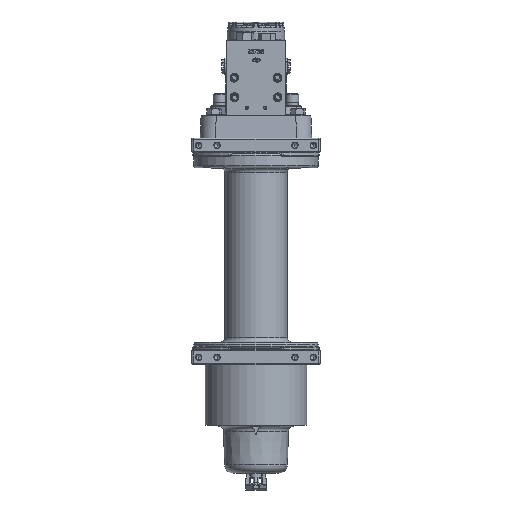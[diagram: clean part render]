
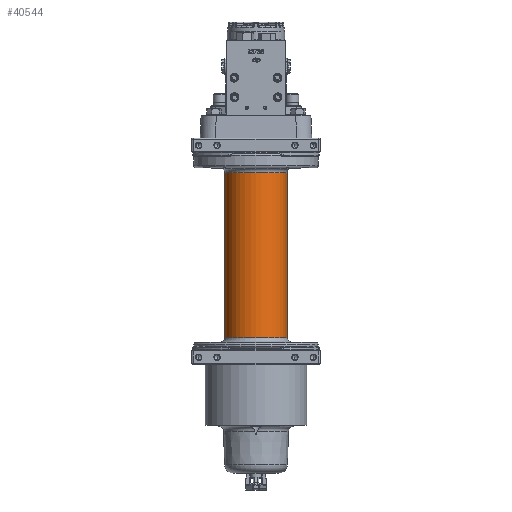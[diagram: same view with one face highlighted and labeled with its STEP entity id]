
A CAD part, front view. The second image highlights one B-rep face of the part: STEP entity #40544.
In plain terms, the highlighted cylindrical face has radius 46.038 mm (diameter 92.075 mm), a partial arc.
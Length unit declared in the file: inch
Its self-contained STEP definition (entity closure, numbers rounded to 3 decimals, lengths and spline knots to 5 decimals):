
#32860=CARTESIAN_POINT('',(0.,0.,-1.19618));
#32861=DIRECTION('',(0.,0.,1.));
#32862=DIRECTION('',(-1.,0.,0.));
#32863=AXIS2_PLACEMENT_3D('',#32860,#32861,#32862);
#32950=DIRECTION('',(0.,0.,-1.));
#32951=VECTOR('',#32950,9.54463);
#32952=CARTESIAN_POINT('',(-1.8125,0.,-1.19618));
#32953=LINE('',#32952,#32951);
#32954=DIRECTION('',(0.,0.,1.));
#32955=VECTOR('',#32954,9.54463);
#32956=CARTESIAN_POINT('',(1.8125,0.,-10.74082));
#32957=LINE('',#32956,#32955);
#32958=CARTESIAN_POINT('',(0.,0.,-10.74082));
#32959=DIRECTION('',(0.,0.,-1.));
#32960=DIRECTION('',(1.,0.,0.));
#32961=AXIS2_PLACEMENT_3D('',#32958,#32959,#32960);
#36080=CARTESIAN_POINT('',(1.8125,0.,-1.19618));
#36082=VERTEX_POINT('',#36080);
#36195=CARTESIAN_POINT('',(-1.8125,0.,-1.19618));
#36196=VERTEX_POINT('',#36195);
#36226=CARTESIAN_POINT('',(-1.8125,0.,-10.74082));
#36227=VERTEX_POINT('',#36226);
#36232=CARTESIAN_POINT('',(1.8125,0.,-10.74082));
#36233=VERTEX_POINT('',#36232);
#40532=CARTESIAN_POINT('',(0.,0.,0.094));
#40533=DIRECTION('',(0.,0.,1.));
#40534=DIRECTION('',(1.,0.,0.));
#40535=AXIS2_PLACEMENT_3D('',#40532,#40533,#40534);
#40536=CYLINDRICAL_SURFACE('',#40535,1.8125);
#40538=ORIENTED_EDGE('',*,*,#40537,.T.);
#40539=ORIENTED_EDGE('',*,*,#40501,.F.);
#40540=ORIENTED_EDGE('',*,*,#40463,.T.);
#40541=ORIENTED_EDGE('',*,*,#40505,.F.);
#40542=EDGE_LOOP('',(#40538,#40539,#40540,#40541));
#40543=FACE_OUTER_BOUND('',#40542,.F.);
#32864=CIRCLE('',#32863,1.8125);
#32962=CIRCLE('',#32961,1.8125);
#40463=EDGE_CURVE('',#36196,#36082,#32864,.T.);
#40501=EDGE_CURVE('',#36196,#36227,#32953,.T.);
#40505=EDGE_CURVE('',#36233,#36082,#32957,.T.);
#40537=EDGE_CURVE('',#36233,#36227,#32962,.T.);
#40544=ADVANCED_FACE('',(#40543),#40536,.T.);
